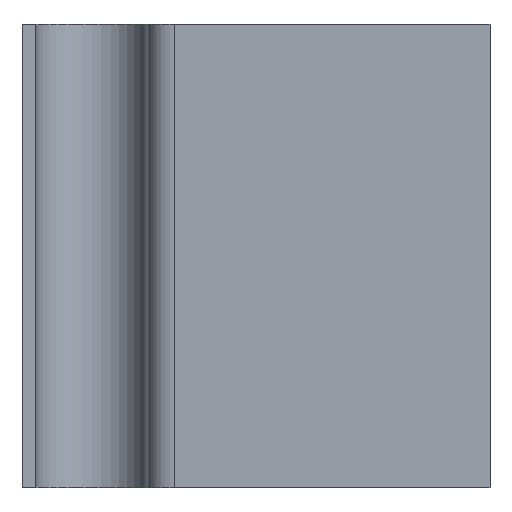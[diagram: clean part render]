
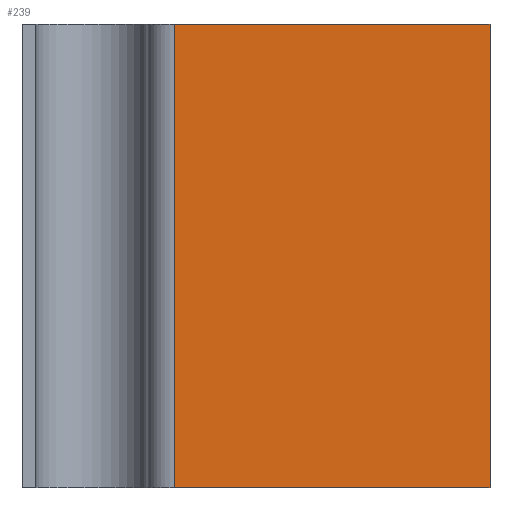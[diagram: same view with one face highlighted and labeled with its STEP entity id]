
A CAD part, front view. The second image highlights one B-rep face of the part: STEP entity #239.
In plain terms, the highlighted planar face has unit normal (0, -1, 0).
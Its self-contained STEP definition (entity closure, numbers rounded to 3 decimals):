
#37=DIRECTION('',(1.,0.,0.));
#38=VECTOR('',#37,34.);
#39=CARTESIAN_POINT('',(3.,0.,0.));
#40=LINE('',#39,#38);
#49=DIRECTION('',(0.,0.,1.));
#50=VECTOR('',#49,50.);
#51=CARTESIAN_POINT('',(37.,0.,0.));
#52=LINE('',#51,#50);
#53=DIRECTION('',(0.,0.,1.));
#54=VECTOR('',#53,50.);
#55=CARTESIAN_POINT('',(3.,0.,0.));
#56=LINE('',#55,#54);
#93=DIRECTION('',(1.,0.,0.));
#94=VECTOR('',#93,34.);
#95=CARTESIAN_POINT('',(3.,0.,50.));
#96=LINE('',#95,#94);
#145=CARTESIAN_POINT('',(3.,0.,0.));
#146=VERTEX_POINT('',#145);
#147=CARTESIAN_POINT('',(37.,0.,0.));
#148=VERTEX_POINT('',#147);
#165=CARTESIAN_POINT('',(3.,0.,50.));
#166=VERTEX_POINT('',#165);
#167=CARTESIAN_POINT('',(37.,0.,50.));
#168=VERTEX_POINT('',#167);
#226=CARTESIAN_POINT('',(3.,0.,0.));
#227=DIRECTION('',(0.,-1.,0.));
#228=DIRECTION('',(1.,0.,0.));
#229=AXIS2_PLACEMENT_3D('',#226,#227,#228);
#230=PLANE('',#229);
#231=ORIENTED_EDGE('',*,*,#190,.F.);
#233=ORIENTED_EDGE('',*,*,#232,.T.);
#235=ORIENTED_EDGE('',*,*,#234,.T.);
#236=ORIENTED_EDGE('',*,*,#218,.F.);
#237=EDGE_LOOP('',(#231,#233,#235,#236));
#238=FACE_OUTER_BOUND('',#237,.F.);
#239=ADVANCED_FACE('',(#238),#230,.T.);
#190=EDGE_CURVE('',#146,#148,#40,.T.);
#218=EDGE_CURVE('',#148,#168,#52,.T.);
#232=EDGE_CURVE('',#146,#166,#56,.T.);
#234=EDGE_CURVE('',#166,#168,#96,.T.);
